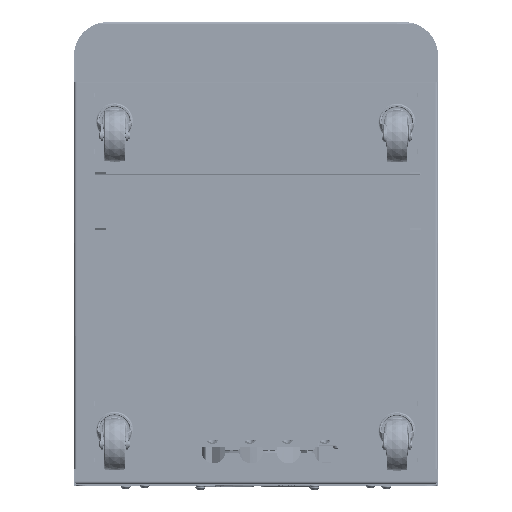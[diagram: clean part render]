
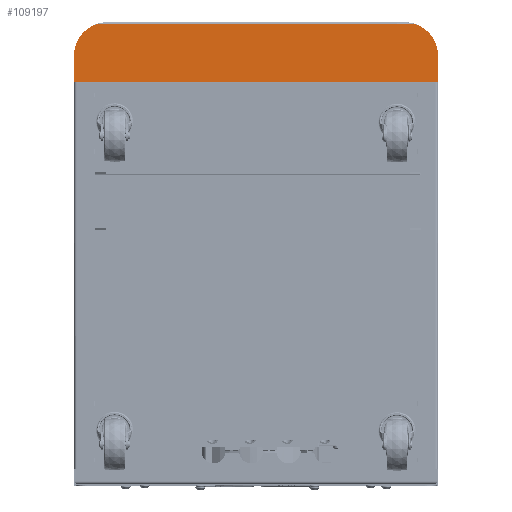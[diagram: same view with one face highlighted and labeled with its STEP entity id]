
A CAD part, front view. The second image highlights one B-rep face of the part: STEP entity #109197.
In plain terms, the highlighted planar face has unit normal (0, -1, 0).
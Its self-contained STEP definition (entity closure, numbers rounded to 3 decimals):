
#1807 = CARTESIAN_POINT ( 'NONE',  ( 0., -586.2, -55.574 ) ) ;
#2558 = EDGE_CURVE ( 'NONE', #60310, #117286, #58409, .T. ) ;
#6885 = LINE ( 'NONE', #127454, #29209 ) ;
#8687 = ORIENTED_EDGE ( 'NONE', *, *, #28249, .T. ) ;
#14228 = EDGE_CURVE ( 'NONE', #117286, #16708, #6885, .T. ) ;
#16078 = DIRECTION ( 'NONE',  ( 1., 0., 0. ) ) ;
#16708 = VERTEX_POINT ( 'NONE', #23163 ) ;
#16733 = EDGE_CURVE ( 'NONE', #145088, #89907, #88421, .T. ) ;
#18560 = DIRECTION ( 'NONE',  ( 1., 0., 0. ) ) ;
#23163 = CARTESIAN_POINT ( 'NONE',  ( 333.8, -586.2, -55. ) ) ;
#27616 = EDGE_CURVE ( 'NONE', #109419, #29240, #139676, .T. ) ;
#27700 = DIRECTION ( 'NONE',  ( 1., 0., 0. ) ) ;
#28249 = EDGE_CURVE ( 'NONE', #158488, #185454, #96425, .T. ) ;
#29209 = VECTOR ( 'NONE', #84400, 1000. ) ;
#29240 = VERTEX_POINT ( 'NONE', #165966 ) ;
#32796 = ORIENTED_EDGE ( 'NONE', *, *, #85481, .T. ) ;
#34164 = VECTOR ( 'NONE', #163234, 1000. ) ;
#36573 = ORIENTED_EDGE ( 'NONE', *, *, #89557, .T. ) ;
#38573 = LINE ( 'NONE', #100929, #34164 ) ;
#39021 = LINE ( 'NONE', #182957, #158013 ) ;
#43022 = PLANE ( 'NONE',  #162604 ) ;
#46552 = EDGE_CURVE ( 'NONE', #59295, #185454, #38573, .T. ) ;
#49133 = DIRECTION ( 'NONE',  ( 0., -1., 0. ) ) ;
#50439 = DIRECTION ( 'NONE',  ( 0., -1., 0. ) ) ;
#52042 = CARTESIAN_POINT ( 'NONE',  ( 335., -586.2, 584.426 ) ) ;
#53364 = DIRECTION ( 'NONE',  ( 0., 0., -1. ) ) ;
#55602 = VERTEX_POINT ( 'NONE', #144785 ) ;
#56684 = EDGE_CURVE ( 'NONE', #60310, #109419, #57790, .T. ) ;
#57790 = LINE ( 'NONE', #52042, #78950 ) ;
#58409 = LINE ( 'NONE', #122834, #114903 ) ;
#58730 = CARTESIAN_POINT ( 'NONE',  ( 335., -586.2, 584.426 ) ) ;
#59259 = FACE_OUTER_BOUND ( 'NONE', #133069, .T. ) ;
#59295 = VERTEX_POINT ( 'NONE', #178920 ) ;
#59524 = CARTESIAN_POINT ( 'NONE',  ( 335., -586.2, -55.574 ) ) ;
#60310 = VERTEX_POINT ( 'NONE', #89270 ) ;
#61834 = DIRECTION ( 'NONE',  ( -1., 0., 0. ) ) ;
#65669 = ORIENTED_EDGE ( 'NONE', *, *, #76810, .T. ) ;
#71647 = DIRECTION ( 'NONE',  ( -1., 0., 0. ) ) ;
#72702 = CARTESIAN_POINT ( 'NONE',  ( 0., -586.2, 584.426 ) ) ;
#73052 = DIRECTION ( 'NONE',  ( 0., 0., 1. ) ) ;
#76356 = CARTESIAN_POINT ( 'NONE',  ( 335., -586.2, -30.574 ) ) ;
#76810 = EDGE_CURVE ( 'NONE', #182976, #158488, #112560, .T. ) ;
#78950 = VECTOR ( 'NONE', #145064, 1000. ) ;
#79725 = CARTESIAN_POINT ( 'NONE',  ( 305., -586.2, -30.574 ) ) ;
#84400 = DIRECTION ( 'NONE',  ( 0., 0., -1. ) ) ;
#85481 = EDGE_CURVE ( 'NONE', #89907, #16708, #186484, .T. ) ;
#88421 = LINE ( 'NONE', #58730, #173389 ) ;
#89270 = CARTESIAN_POINT ( 'NONE',  ( 335., -586.2, -54.9 ) ) ;
#89557 = EDGE_CURVE ( 'NONE', #59295, #94004, #125774, .T. ) ;
#89907 = VERTEX_POINT ( 'NONE', #167154 ) ;
#93120 = CARTESIAN_POINT ( 'NONE',  ( 0., -586.2, -30.574 ) ) ;
#94004 = VERTEX_POINT ( 'NONE', #116786 ) ;
#96425 = LINE ( 'NONE', #111803, #110549 ) ;
#97198 = VECTOR ( 'NONE', #53364, 1000. ) ;
#98063 = CARTESIAN_POINT ( 'NONE',  ( 0., -586.2, -54.9 ) ) ;
#98219 = CARTESIAN_POINT ( 'NONE',  ( 21.06, -586.2, -1.937 ) ) ;
#99170 = EDGE_CURVE ( 'NONE', #55602, #146250, #116792, .T. ) ;
#100093 = ORIENTED_EDGE ( 'NONE', *, *, #129664, .T. ) ;
#100929 = CARTESIAN_POINT ( 'NONE',  ( 0., -586.2, -54.9 ) ) ;
#101031 = VECTOR ( 'NONE', #16078, 1000. ) ;
#101479 = DIRECTION ( 'NONE',  ( -1., 0., 0. ) ) ;
#105397 = CARTESIAN_POINT ( 'NONE',  ( 0., -586.2, 584.426 ) ) ;
#109197 = ADVANCED_FACE ( 'NONE', ( #59259 ), #43022, .T. ) ;
#109419 = VERTEX_POINT ( 'NONE', #76356 ) ;
#110549 = VECTOR ( 'NONE', #144394, 1000. ) ;
#111803 = CARTESIAN_POINT ( 'NONE',  ( 0., -586.2, 584.426 ) ) ;
#112060 = ORIENTED_EDGE ( 'NONE', *, *, #46552, .F. ) ;
#112560 = CIRCLE ( 'NONE', #180979, 30. ) ;
#114845 = VECTOR ( 'NONE', #61834, 1000. ) ;
#114903 = VECTOR ( 'NONE', #120858, 1000. ) ;
#116786 = CARTESIAN_POINT ( 'NONE',  ( 1.2, -586.2, -55. ) ) ;
#116792 = LINE ( 'NONE', #72702, #97198 ) ;
#117286 = VERTEX_POINT ( 'NONE', #149718 ) ;
#119967 = ORIENTED_EDGE ( 'NONE', *, *, #187414, .T. ) ;
#120858 = DIRECTION ( 'NONE',  ( -1., 0., 0. ) ) ;
#122834 = CARTESIAN_POINT ( 'NONE',  ( 333.8, -586.2, -54.9 ) ) ;
#124225 = ORIENTED_EDGE ( 'NONE', *, *, #56684, .T. ) ;
#125774 = LINE ( 'NONE', #154422, #200136 ) ;
#127454 = CARTESIAN_POINT ( 'NONE',  ( 333.8, -586.2, -54.9 ) ) ;
#127751 = ORIENTED_EDGE ( 'NONE', *, *, #14228, .F. ) ;
#129664 = EDGE_CURVE ( 'NONE', #146250, #145088, #152999, .T. ) ;
#130182 = EDGE_CURVE ( 'NONE', #94004, #55602, #131208, .T. ) ;
#131208 = LINE ( 'NONE', #163786, #192638 ) ;
#131232 = CARTESIAN_POINT ( 'NONE',  ( 0., -586.2, -55.574 ) ) ;
#133069 = EDGE_LOOP ( 'NONE', ( #8687, #112060, #36573, #158204, #164623, #100093, #133294, #32796, #127751, #147505, #124225, #147636, #119967, #65669 ) ) ;
#133294 = ORIENTED_EDGE ( 'NONE', *, *, #16733, .T. ) ;
#139116 = DIRECTION ( 'NONE',  ( 0., 0., -1. ) ) ;
#139676 = CIRCLE ( 'NONE', #152665, 30. ) ;
#144394 = DIRECTION ( 'NONE',  ( 0., 0., -1. ) ) ;
#144785 = CARTESIAN_POINT ( 'NONE',  ( 0., -586.2, -55. ) ) ;
#145064 = DIRECTION ( 'NONE',  ( 0., 0., 1. ) ) ;
#145088 = VERTEX_POINT ( 'NONE', #59524 ) ;
#146250 = VERTEX_POINT ( 'NONE', #131232 ) ;
#147505 = ORIENTED_EDGE ( 'NONE', *, *, #2558, .F. ) ;
#147636 = ORIENTED_EDGE ( 'NONE', *, *, #27616, .T. ) ;
#149718 = CARTESIAN_POINT ( 'NONE',  ( 333.8, -586.2, -54.9 ) ) ;
#152665 = AXIS2_PLACEMENT_3D ( 'NONE', #79725, #49133, #18560 ) ;
#152999 = LINE ( 'NONE', #1807, #101031 ) ;
#154422 = CARTESIAN_POINT ( 'NONE',  ( 1.2, -586.2, -54.9 ) ) ;
#157960 = CARTESIAN_POINT ( 'NONE',  ( 333.8, -586.2, -55. ) ) ;
#158013 = VECTOR ( 'NONE', #71647, 1000. ) ;
#158204 = ORIENTED_EDGE ( 'NONE', *, *, #130182, .T. ) ;
#158488 = VERTEX_POINT ( 'NONE', #93120 ) ;
#162604 = AXIS2_PLACEMENT_3D ( 'NONE', #105397, #167669, #27700 ) ;
#163234 = DIRECTION ( 'NONE',  ( -1., 0., 0. ) ) ;
#163786 = CARTESIAN_POINT ( 'NONE',  ( 0., -586.2, -55. ) ) ;
#164623 = ORIENTED_EDGE ( 'NONE', *, *, #99170, .T. ) ;
#165966 = CARTESIAN_POINT ( 'NONE',  ( 313.94, -586.2, -1.937 ) ) ;
#167154 = CARTESIAN_POINT ( 'NONE',  ( 335., -586.2, -55. ) ) ;
#167669 = DIRECTION ( 'NONE',  ( 0., -1., 0. ) ) ;
#173389 = VECTOR ( 'NONE', #73052, 1000. ) ;
#178920 = CARTESIAN_POINT ( 'NONE',  ( 1.2, -586.2, -54.9 ) ) ;
#180979 = AXIS2_PLACEMENT_3D ( 'NONE', #190344, #50439, #187301 ) ;
#182957 = CARTESIAN_POINT ( 'NONE',  ( 0., -586.2, -1.937 ) ) ;
#182976 = VERTEX_POINT ( 'NONE', #98219 ) ;
#185454 = VERTEX_POINT ( 'NONE', #98063 ) ;
#186484 = LINE ( 'NONE', #157960, #114845 ) ;
#187301 = DIRECTION ( 'NONE',  ( 1., 0., 0. ) ) ;
#187414 = EDGE_CURVE ( 'NONE', #29240, #182976, #39021, .T. ) ;
#190344 = CARTESIAN_POINT ( 'NONE',  ( 30., -586.2, -30.574 ) ) ;
#192638 = VECTOR ( 'NONE', #101479, 1000. ) ;
#200136 = VECTOR ( 'NONE', #139116, 1000. ) ;
